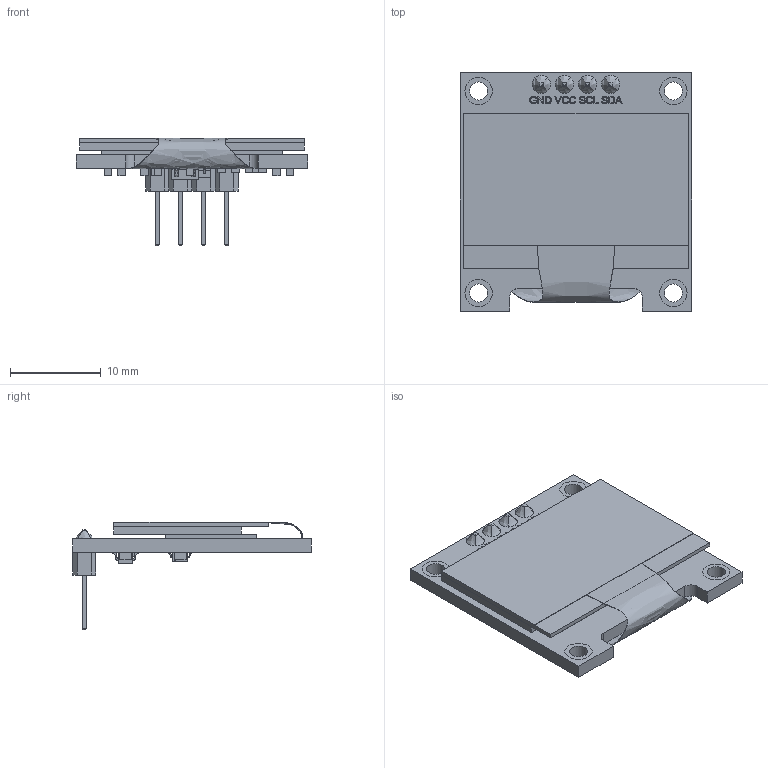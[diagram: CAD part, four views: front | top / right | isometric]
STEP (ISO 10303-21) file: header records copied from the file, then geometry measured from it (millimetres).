
FILE_DESCRIPTION(/* description */ (''),/* implementation_level */ '2;1');
FILE_NAME(/* name */ 'SSD1306_OLED_Display(128x64).step',/* time_stamp */ '2022-04-09T17:44:41+08:00',/* author */ (''),/* organization */ (''),/* preprocessor_version */ 'ST-DEVELOPER v18.1',/* originating_system */ 'Autodesk Translation Framework v10.14.0.1471',/* authorisation */ '');
FILE_SCHEMA (('AUTOMOTIVE_DESIGN { 1 0 10303 214 3 1 1 }'));
Length unit declared in the file: millimetre
Products named in the file (19): SSD1306_OLED_Display(128x64); board; screen; pin_header; soldering; smd_capacitor; smd_capacitor (1); 914_smd_resistor; 472_smd_resistor; t4_smd_diode; smd_capacitor (2); smd_capacitor (3); smd_capacitor (4); smd_capacitor (5); smd_capacitor (6); 472_smd_resistor (1); SOT-23_XC6206 v3; smd_capacitor (7); flat_cable
Assembly tree (20 placements, depth 2):
  SSD1306_OLED_Display(128x64)
    board
    screen
    pin_header
    soldering
    smd_capacitor
    smd_capacitor (1)
    914_smd_resistor
    472_smd_resistor  x3
    t4_smd_diode
    smd_capacitor (2)
    smd_capacitor (3)
    smd_capacitor (4)
    smd_capacitor (5)
    smd_capacitor (6)
    472_smd_resistor (1)
    SOT-23_XC6206 v3
    smd_capacitor (7)
    flat_cable
Bounding box: 25.4 x 26.2 x 11.8 mm (x, y, z)
Volume: 1606.7 mm3; surface area: 4526.8 mm2
Topology: 71 solids, 71 shells, 1162 faces, 2889 edges, 1914 vertices
Faces by surface type: plane 710, bspline 414, cylinder 38
Full cylindrical faces by diameter (mm): 1 x4, 1.2 x8, 2 x4, 3 x8
Entity records: 35733 total; most frequent: CARTESIAN_POINT 12990, ORIENTED_EDGE 5070, DIRECTION 3335, EDGE_CURVE 2535, LINE 1755, VECTOR 1755, VERTEX_POINT 1678, EDGE_LOOP 1101
